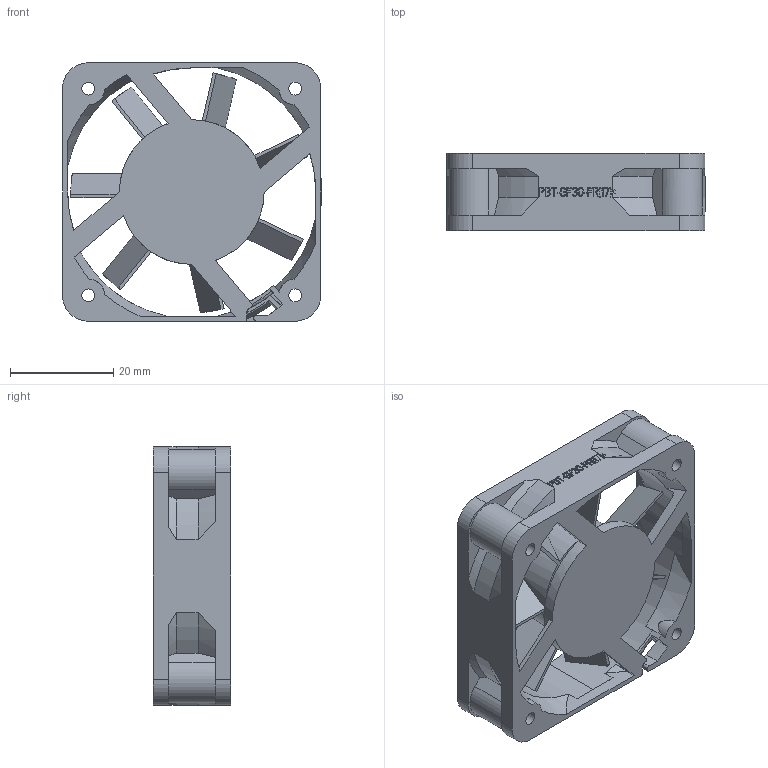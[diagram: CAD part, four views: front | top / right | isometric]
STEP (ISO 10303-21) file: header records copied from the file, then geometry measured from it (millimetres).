
FILE_DESCRIPTION((''),'2;1');
FILE_NAME('AUB0512LB-AYCX-ORI_ASM','2022-02-25T11:15:50',('CHEWEI.SHIH'),(''),'CREO PARAMETRIC BY PTC INC, 2020454','CREO PARAMETRIC BY PTC INC, 2020454','');
FILE_SCHEMA(('CONFIG_CONTROL_DESIGN'));
Length unit declared in the file: millimetre
Products named in the file (5): 410304770000_11_1; MANIFOLD_SOLID_BREP_22582_1; ASM0001_ASM_1_ASM_1_ASM; AUB0512LB-AX6E_ASM_1_ASM; AUB0512LB-AYCX-ORI_ASM
Assembly tree (4 placements, depth 4):
  AUB0512LB-AYCX-ORI_ASM
    AUB0512LB-AX6E_ASM_1_ASM
      ASM0001_ASM_1_ASM_1_ASM
        410304770000_11_1
        MANIFOLD_SOLID_BREP_22582_1
Bounding box: 50.1 x 15 x 50.2 mm (x, y, z)
Volume: 10087.7 mm3; surface area: 13984.3 mm2
Topology: 2 solids, 2 shells, 813 faces, 2292 edges, 1516 vertices
Faces by surface type: plane 632, cylinder 131, cone 28, torus 22
Entity records: 27131 total; most frequent: CARTESIAN_POINT 5869, ORIENTED_EDGE 4584, DIRECTION 4145, EDGE_CURVE 2292, VECTOR 1755, LINE 1755, VERTEX_POINT 1516, AXIS2_PLACEMENT_3D 1195
